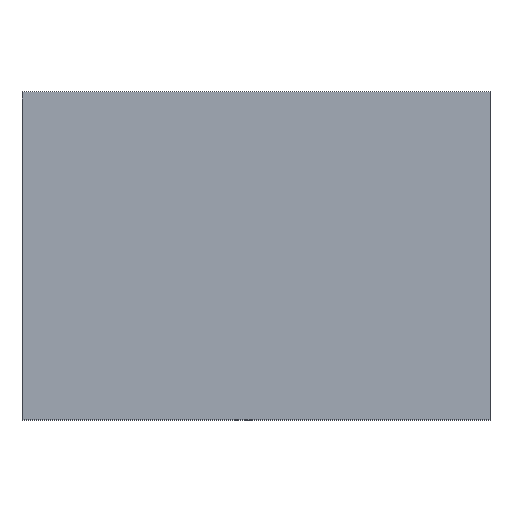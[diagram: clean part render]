
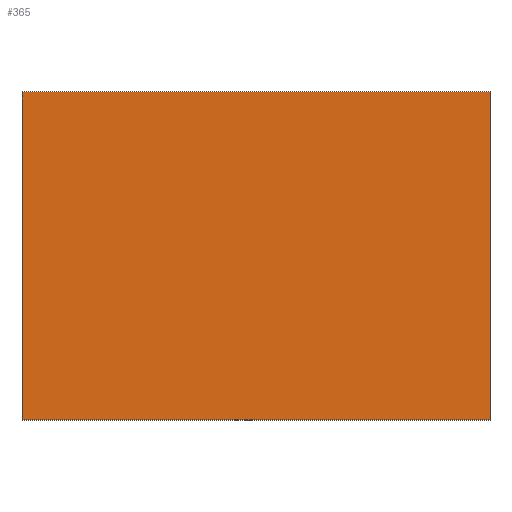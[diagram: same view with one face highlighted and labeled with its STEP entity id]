
A CAD part, top view. The second image highlights one B-rep face of the part: STEP entity #365.
In plain terms, the highlighted planar face has unit normal (0, 0, 1).
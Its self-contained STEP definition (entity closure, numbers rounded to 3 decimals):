
#51 = VERTEX_POINT('',#52);
#52 = CARTESIAN_POINT('',(-1.27,6.985,6.6));
#59 = PLANE('',#60);
#60 = AXIS2_PLACEMENT_3D('',#61,#62,#63);
#61 = CARTESIAN_POINT('',(-1.27,6.985,0.));
#62 = DIRECTION('',(0.,1.,0.));
#63 = DIRECTION('',(1.,0.,0.));
#71 = PLANE('',#72);
#72 = AXIS2_PLACEMENT_3D('',#73,#74,#75);
#73 = CARTESIAN_POINT('',(-1.27,-1.905,0.));
#74 = DIRECTION('',(-1.,0.,0.));
#75 = DIRECTION('',(0.,1.,0.));
#83 = EDGE_CURVE('',#51,#84,#86,.T.);
#84 = VERTEX_POINT('',#85);
#85 = CARTESIAN_POINT('',(11.43,6.985,6.6));
#86 = SURFACE_CURVE('',#87,(#91,#98),.PCURVE_S1.);
#87 = LINE('',#88,#89);
#88 = CARTESIAN_POINT('',(-1.27,6.985,6.6));
#89 = VECTOR('',#90,1.);
#90 = DIRECTION('',(1.,0.,0.));
#91 = PCURVE('',#59,#92);
#92 = DEFINITIONAL_REPRESENTATION('',(#93),#97);
#93 = LINE('',#94,#95);
#94 = CARTESIAN_POINT('',(0.,-6.6));
#95 = VECTOR('',#96,1.);
#96 = DIRECTION('',(1.,0.));
#97 = ( GEOMETRIC_REPRESENTATION_CONTEXT(2) 
PARAMETRIC_REPRESENTATION_CONTEXT() REPRESENTATION_CONTEXT('2D SPACE',''
  ) );
#98 = PCURVE('',#99,#104);
#99 = PLANE('',#100);
#100 = AXIS2_PLACEMENT_3D('',#101,#102,#103);
#101 = CARTESIAN_POINT('',(5.08,2.54,6.6));
#102 = DIRECTION('',(-0.,-0.,-1.));
#103 = DIRECTION('',(-1.,0.,0.));
#104 = DEFINITIONAL_REPRESENTATION('',(#105),#109);
#105 = LINE('',#106,#107);
#106 = CARTESIAN_POINT('',(6.35,4.445));
#107 = VECTOR('',#108,1.);
#108 = DIRECTION('',(-1.,0.));
#109 = ( GEOMETRIC_REPRESENTATION_CONTEXT(2) 
PARAMETRIC_REPRESENTATION_CONTEXT() REPRESENTATION_CONTEXT('2D SPACE',''
  ) );
#127 = PLANE('',#128);
#128 = AXIS2_PLACEMENT_3D('',#129,#130,#131);
#129 = CARTESIAN_POINT('',(11.43,6.985,0.));
#130 = DIRECTION('',(1.,0.,-0.));
#131 = DIRECTION('',(0.,-1.,0.));
#169 = EDGE_CURVE('',#84,#170,#172,.T.);
#170 = VERTEX_POINT('',#171);
#171 = CARTESIAN_POINT('',(11.43,-1.905,6.6));
#172 = SURFACE_CURVE('',#173,(#177,#184),.PCURVE_S1.);
#173 = LINE('',#174,#175);
#174 = CARTESIAN_POINT('',(11.43,6.985,6.6));
#175 = VECTOR('',#176,1.);
#176 = DIRECTION('',(0.,-1.,0.));
#177 = PCURVE('',#127,#178);
#178 = DEFINITIONAL_REPRESENTATION('',(#179),#183);
#179 = LINE('',#180,#181);
#180 = CARTESIAN_POINT('',(0.,-6.6));
#181 = VECTOR('',#182,1.);
#182 = DIRECTION('',(1.,0.));
#183 = ( GEOMETRIC_REPRESENTATION_CONTEXT(2) 
PARAMETRIC_REPRESENTATION_CONTEXT() REPRESENTATION_CONTEXT('2D SPACE',''
  ) );
#184 = PCURVE('',#99,#185);
#185 = DEFINITIONAL_REPRESENTATION('',(#186),#190);
#186 = LINE('',#187,#188);
#187 = CARTESIAN_POINT('',(-6.35,4.445));
#188 = VECTOR('',#189,1.);
#189 = DIRECTION('',(0.,-1.));
#190 = ( GEOMETRIC_REPRESENTATION_CONTEXT(2) 
PARAMETRIC_REPRESENTATION_CONTEXT() REPRESENTATION_CONTEXT('2D SPACE',''
  ) );
#208 = PLANE('',#209);
#209 = AXIS2_PLACEMENT_3D('',#210,#211,#212);
#210 = CARTESIAN_POINT('',(11.43,-1.905,0.));
#211 = DIRECTION('',(0.,-1.,0.));
#212 = DIRECTION('',(-1.,0.,0.));
#245 = EDGE_CURVE('',#170,#246,#248,.T.);
#246 = VERTEX_POINT('',#247);
#247 = CARTESIAN_POINT('',(-1.27,-1.905,6.6));
#248 = SURFACE_CURVE('',#249,(#253,#260),.PCURVE_S1.);
#249 = LINE('',#250,#251);
#250 = CARTESIAN_POINT('',(11.43,-1.905,6.6));
#251 = VECTOR('',#252,1.);
#252 = DIRECTION('',(-1.,0.,0.));
#253 = PCURVE('',#208,#254);
#254 = DEFINITIONAL_REPRESENTATION('',(#255),#259);
#255 = LINE('',#256,#257);
#256 = CARTESIAN_POINT('',(0.,-6.6));
#257 = VECTOR('',#258,1.);
#258 = DIRECTION('',(1.,0.));
#259 = ( GEOMETRIC_REPRESENTATION_CONTEXT(2) 
PARAMETRIC_REPRESENTATION_CONTEXT() REPRESENTATION_CONTEXT('2D SPACE',''
  ) );
#260 = PCURVE('',#99,#261);
#261 = DEFINITIONAL_REPRESENTATION('',(#262),#266);
#262 = LINE('',#263,#264);
#263 = CARTESIAN_POINT('',(-6.35,-4.445));
#264 = VECTOR('',#265,1.);
#265 = DIRECTION('',(1.,0.));
#266 = ( GEOMETRIC_REPRESENTATION_CONTEXT(2) 
PARAMETRIC_REPRESENTATION_CONTEXT() REPRESENTATION_CONTEXT('2D SPACE',''
  ) );
#316 = EDGE_CURVE('',#246,#51,#317,.T.);
#317 = SURFACE_CURVE('',#318,(#322,#329),.PCURVE_S1.);
#318 = LINE('',#319,#320);
#319 = CARTESIAN_POINT('',(-1.27,-1.905,6.6));
#320 = VECTOR('',#321,1.);
#321 = DIRECTION('',(0.,1.,0.));
#322 = PCURVE('',#71,#323);
#323 = DEFINITIONAL_REPRESENTATION('',(#324),#328);
#324 = LINE('',#325,#326);
#325 = CARTESIAN_POINT('',(0.,-6.6));
#326 = VECTOR('',#327,1.);
#327 = DIRECTION('',(1.,0.));
#328 = ( GEOMETRIC_REPRESENTATION_CONTEXT(2) 
PARAMETRIC_REPRESENTATION_CONTEXT() REPRESENTATION_CONTEXT('2D SPACE',''
  ) );
#329 = PCURVE('',#99,#330);
#330 = DEFINITIONAL_REPRESENTATION('',(#331),#335);
#331 = LINE('',#332,#333);
#332 = CARTESIAN_POINT('',(6.35,-4.445));
#333 = VECTOR('',#334,1.);
#334 = DIRECTION('',(0.,1.));
#335 = ( GEOMETRIC_REPRESENTATION_CONTEXT(2) 
PARAMETRIC_REPRESENTATION_CONTEXT() REPRESENTATION_CONTEXT('2D SPACE',''
  ) );
#365 = ADVANCED_FACE('',(#366),#99,.F.);
#366 = FACE_BOUND('',#367,.F.);
#367 = EDGE_LOOP('',(#368,#369,#370,#371));
#368 = ORIENTED_EDGE('',*,*,#83,.T.);
#369 = ORIENTED_EDGE('',*,*,#169,.T.);
#370 = ORIENTED_EDGE('',*,*,#245,.T.);
#371 = ORIENTED_EDGE('',*,*,#316,.T.);
